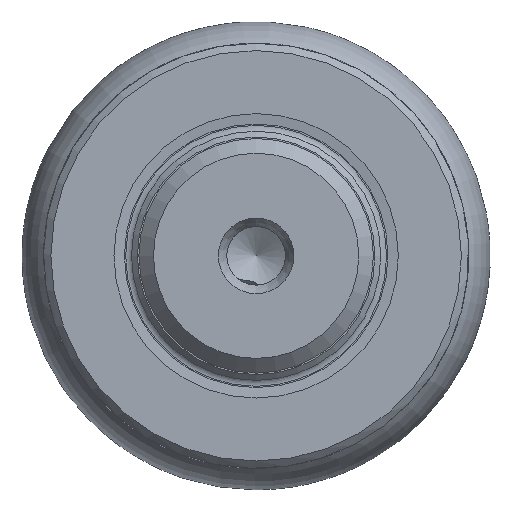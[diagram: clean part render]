
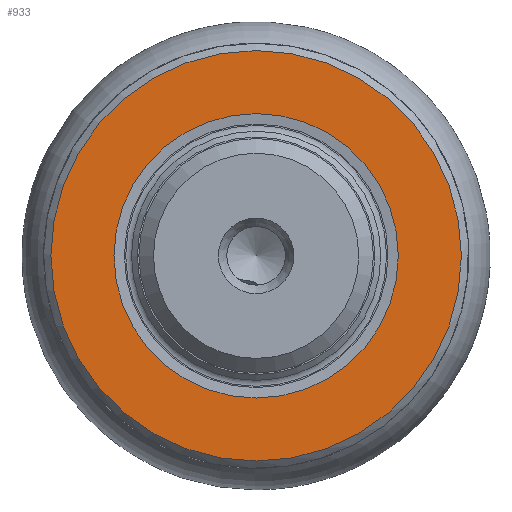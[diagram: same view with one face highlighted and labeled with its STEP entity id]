
A CAD part, left-side view. The second image highlights one B-rep face of the part: STEP entity #933.
In plain terms, the highlighted planar face has unit normal (-1, 0, 0).
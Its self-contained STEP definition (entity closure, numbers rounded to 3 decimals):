
#98 = CARTESIAN_POINT ( 'NONE',  ( -40.64, 0., 14. ) ) ;
#127 = FACE_OUTER_BOUND ( 'NONE', #398, .T. ) ;
#229 = CARTESIAN_POINT ( 'NONE',  ( -40.64, 0., 0. ) ) ;
#266 = EDGE_CURVE ( 'NONE', #2338, #2338, #1751, .T. ) ;
#307 = DIRECTION ( 'NONE',  ( 0., 0., 1. ) ) ;
#398 = EDGE_LOOP ( 'NONE', ( #1339 ) ) ;
#439 = DIRECTION ( 'NONE',  ( 0., 0., 1. ) ) ;
#638 = VERTEX_POINT ( 'NONE', #98 ) ;
#704 = DIRECTION ( 'NONE',  ( -1., 0., 0. ) ) ;
#810 = CARTESIAN_POINT ( 'NONE',  ( -40.64, 0., 0. ) ) ;
#880 = CIRCLE ( 'NONE', #2448, 14. ) ;
#933 = ADVANCED_FACE ( 'NONE', ( #1681, #127 ), #1526, .T. ) ;
#1019 = DIRECTION ( 'NONE',  ( 0., 0., 1. ) ) ;
#1164 = EDGE_CURVE ( 'NONE', #638, #638, #880, .T. ) ;
#1339 = ORIENTED_EDGE ( 'NONE', *, *, #1164, .T. ) ;
#1464 = EDGE_LOOP ( 'NONE', ( #1726 ) ) ;
#1483 = AXIS2_PLACEMENT_3D ( 'NONE', #229, #1645, #439 ) ;
#1526 = PLANE ( 'NONE',  #1743 ) ;
#1645 = DIRECTION ( 'NONE',  ( -1., 0., 0. ) ) ;
#1681 = FACE_BOUND ( 'NONE', #1464, .T. ) ;
#1726 = ORIENTED_EDGE ( 'NONE', *, *, #266, .F. ) ;
#1743 = AXIS2_PLACEMENT_3D ( 'NONE', #2588, #704, #307 ) ;
#1751 = CIRCLE ( 'NONE', #1483, 9.7 ) ;
#1910 = CARTESIAN_POINT ( 'NONE',  ( -40.64, 0., 9.7 ) ) ;
#2255 = DIRECTION ( 'NONE',  ( -1., 0., 0. ) ) ;
#2338 = VERTEX_POINT ( 'NONE', #1910 ) ;
#2448 = AXIS2_PLACEMENT_3D ( 'NONE', #810, #2255, #1019 ) ;
#2588 = CARTESIAN_POINT ( 'NONE',  ( -40.64, 14.5, 0. ) ) ;
